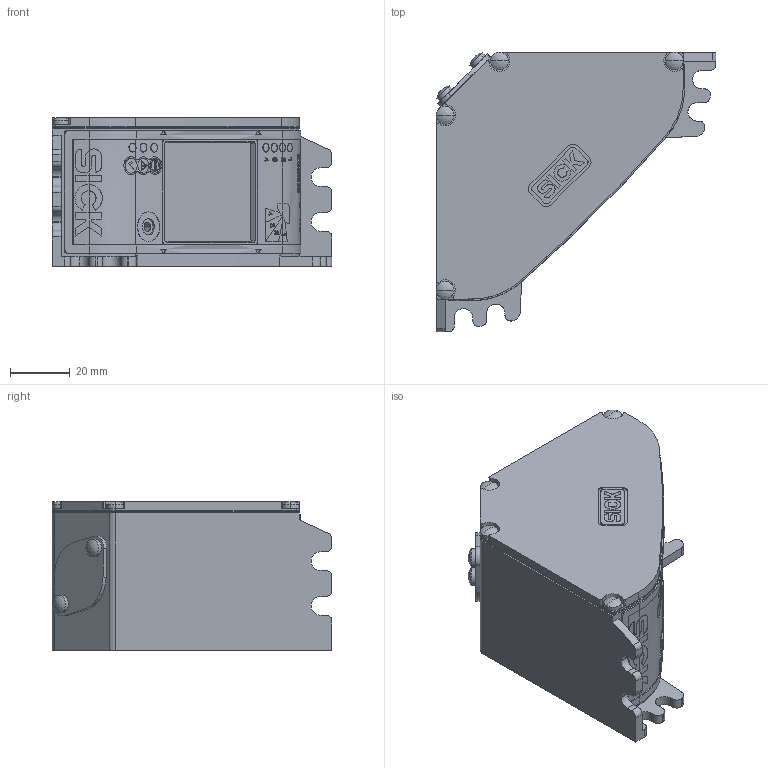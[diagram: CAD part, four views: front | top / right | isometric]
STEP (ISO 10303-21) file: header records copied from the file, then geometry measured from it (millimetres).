
FILE_DESCRIPTION(('OneSpaceDesigner STEP Export'),'2;1');
FILE_NAME('VX0W-0101000.stp','2010-02-13T 2:59:40',('SICK AG'),('SICK AG'),'CoCreate Modeling STEP processor for AP214 (Solid Model)','CoCreate Modeling 17.0P1204 04-Dec-2009 (C) Parametric Technology GmbH','');
FILE_SCHEMA(('AUTOMOTIVE_DESIGN { 1 0 10303 214 1 1 1 1 }'));
Products named in the file (2): VX0W-0101000
Assembly tree (1 placements, depth 2):
  VX0W-0101000
    VX0W-0101000
Bounding box: 93.95 x 93.95 x 50 mm (x, y, z)
Volume: 244785 mm3; surface area: 27798.8 mm2
Topology: 1 solids, 1 shells, 1459 faces, 4276 edges, 2874 vertices
Faces by surface type: plane 882, cylinder 270, extrusion 234, bspline 53, sphere 12, torus 8
Entity records: 86968 total; most frequent: CARTESIAN_POINT 46479, ORIENTED_EDGE 8528, DIRECTION 7028, EDGE_CURVE 4264, VERTEX_POINT 2874, VECTOR 2460, AXIS2_PLACEMENT_3D 2284, LINE 2226
